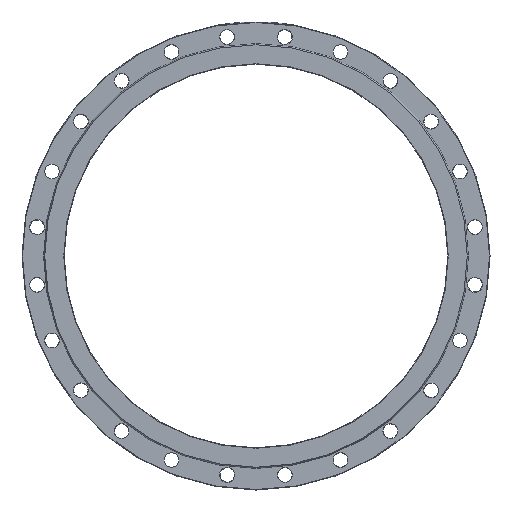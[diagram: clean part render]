
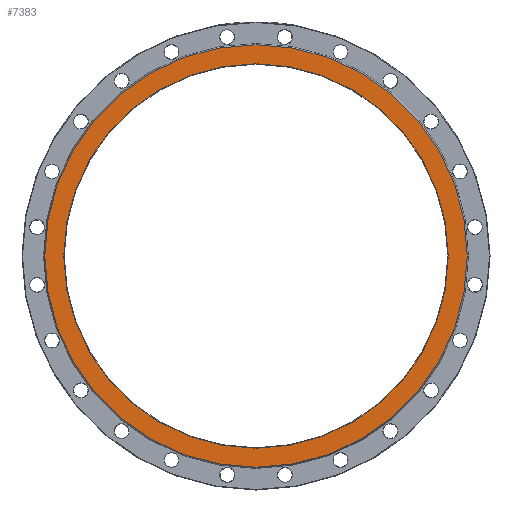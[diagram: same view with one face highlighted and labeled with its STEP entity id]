
A CAD part, left-side view. The second image highlights one B-rep face of the part: STEP entity #7383.
In plain terms, the highlighted planar face has unit normal (-1, 0, 0).
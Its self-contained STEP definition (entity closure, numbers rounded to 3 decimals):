
#5 = ORIENTED_EDGE ( 'NONE', *, *, #5072, .T. ) ;
#32 = DIRECTION ( 'NONE',  ( 0., 0., -1. ) ) ;
#151 = CIRCLE ( 'NONE', #6486, 440. ) ;
#578 = DIRECTION ( 'NONE',  ( -1., 0., 0. ) ) ;
#612 = EDGE_LOOP ( 'NONE', ( #5 ) ) ;
#707 = VERTEX_POINT ( 'NONE', #2566 ) ;
#1813 = DIRECTION ( 'NONE',  ( 1., 0., 0. ) ) ;
#2566 = CARTESIAN_POINT ( 'NONE',  ( 0., 0., 440. ) ) ;
#2637 = ORIENTED_EDGE ( 'NONE', *, *, #6695, .T. ) ;
#3115 = CIRCLE ( 'NONE', #7604, 400.4 ) ;
#3211 = FACE_BOUND ( 'NONE', #5464, .T. ) ;
#3214 = CARTESIAN_POINT ( 'NONE',  ( 0., 0., 0. ) ) ;
#3368 = CARTESIAN_POINT ( 'NONE',  ( 0., 0., 0. ) ) ;
#3868 = FACE_OUTER_BOUND ( 'NONE', #612, .T. ) ;
#5072 = EDGE_CURVE ( 'NONE', #707, #707, #151, .T. ) ;
#5464 = EDGE_LOOP ( 'NONE', ( #2637 ) ) ;
#6056 = DIRECTION ( 'NONE',  ( 1., 0., 0. ) ) ;
#6064 = AXIS2_PLACEMENT_3D ( 'NONE', #7913, #1813, #7784 ) ;
#6437 = PLANE ( 'NONE',  #6064 ) ;
#6486 = AXIS2_PLACEMENT_3D ( 'NONE', #3214, #578, #8039 ) ;
#6695 = EDGE_CURVE ( 'NONE', #7436, #7436, #3115, .T. ) ;
#7383 = ADVANCED_FACE ( 'NONE', ( #3211, #3868 ), #6437, .F. ) ;
#7436 = VERTEX_POINT ( 'NONE', #8257 ) ;
#7604 = AXIS2_PLACEMENT_3D ( 'NONE', #3368, #6056, #32 ) ;
#7784 = DIRECTION ( 'NONE',  ( 0., 0., -1. ) ) ;
#7913 = CARTESIAN_POINT ( 'NONE',  ( 0., 399.4, 0. ) ) ;
#8039 = DIRECTION ( 'NONE',  ( 0., 0., 1. ) ) ;
#8257 = CARTESIAN_POINT ( 'NONE',  ( 0., 0., -400.4 ) ) ;
